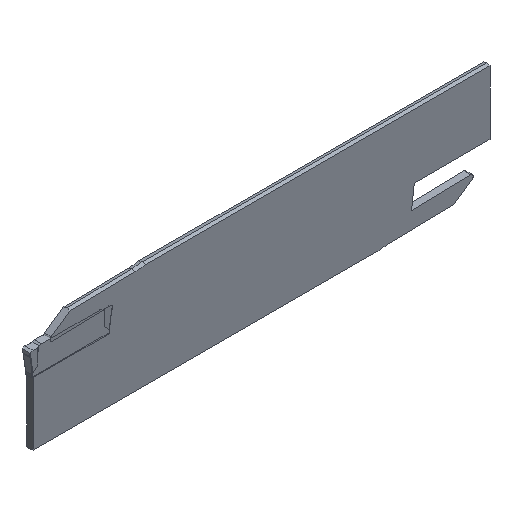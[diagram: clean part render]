
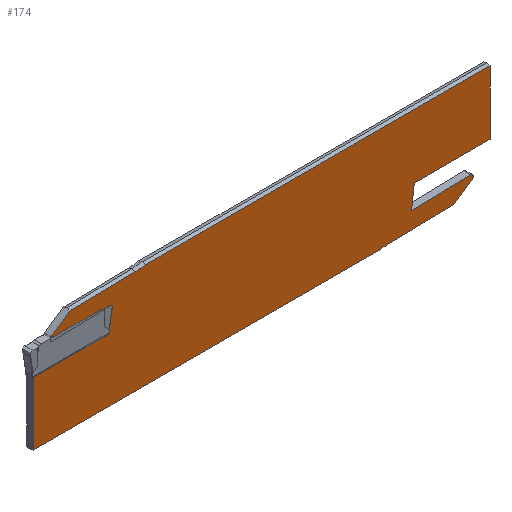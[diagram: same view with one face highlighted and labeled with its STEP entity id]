
A CAD part, isometric view. The second image highlights one B-rep face of the part: STEP entity #174.
In plain terms, the highlighted planar face has unit normal (0, -1, 0).
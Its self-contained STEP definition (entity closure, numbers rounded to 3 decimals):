
#114=CIRCLE('',#1585,25.22);
#115=CIRCLE('',#1586,0.6);
#116=CIRCLE('',#1587,25.22);
#117=CIRCLE('',#1588,0.6);
#174=ADVANCED_FACE('',(#302),#232,.T.);
#232=PLANE('',#1589);
#302=FACE_OUTER_BOUND('',#378,.T.);
#378=EDGE_LOOP('',(#676,#677,#678,#679,#680,#681,#682,#683,#684,#685,#686,
#687,#688,#689,#690,#691,#692,#693,#694,#695));
#676=ORIENTED_EDGE('',*,*,#1095,.T.);
#677=ORIENTED_EDGE('',*,*,#1096,.T.);
#678=ORIENTED_EDGE('',*,*,#1097,.T.);
#679=ORIENTED_EDGE('',*,*,#1098,.T.);
#680=ORIENTED_EDGE('',*,*,#1099,.T.);
#681=ORIENTED_EDGE('',*,*,#1100,.F.);
#682=ORIENTED_EDGE('',*,*,#1101,.T.);
#683=ORIENTED_EDGE('',*,*,#1102,.T.);
#684=ORIENTED_EDGE('',*,*,#1103,.T.);
#685=ORIENTED_EDGE('',*,*,#1104,.T.);
#686=ORIENTED_EDGE('',*,*,#1105,.T.);
#687=ORIENTED_EDGE('',*,*,#1106,.T.);
#688=ORIENTED_EDGE('',*,*,#1107,.F.);
#689=ORIENTED_EDGE('',*,*,#1090,.F.);
#690=ORIENTED_EDGE('',*,*,#1108,.T.);
#691=ORIENTED_EDGE('',*,*,#1109,.F.);
#692=ORIENTED_EDGE('',*,*,#1110,.T.);
#693=ORIENTED_EDGE('',*,*,#1111,.T.);
#694=ORIENTED_EDGE('',*,*,#1112,.T.);
#695=ORIENTED_EDGE('',*,*,#1113,.T.);
#908=VERTEX_POINT('',#2294);
#909=VERTEX_POINT('',#2296);
#912=VERTEX_POINT('',#2306);
#913=VERTEX_POINT('',#2307);
#914=VERTEX_POINT('',#2309);
#915=VERTEX_POINT('',#2311);
#916=VERTEX_POINT('',#2313);
#917=VERTEX_POINT('',#2315);
#918=VERTEX_POINT('',#2317);
#919=VERTEX_POINT('',#2319);
#920=VERTEX_POINT('',#2321);
#921=VERTEX_POINT('',#2323);
#922=VERTEX_POINT('',#2325);
#923=VERTEX_POINT('',#2327);
#924=VERTEX_POINT('',#2329);
#925=VERTEX_POINT('',#2332);
#926=VERTEX_POINT('',#2334);
#927=VERTEX_POINT('',#2336);
#928=VERTEX_POINT('',#2338);
#929=VERTEX_POINT('',#2340);
#1090=EDGE_CURVE('',#908,#909,#1264,.T.);
#1095=EDGE_CURVE('',#912,#913,#1269,.T.);
#1096=EDGE_CURVE('',#913,#914,#1270,.T.);
#1097=EDGE_CURVE('',#914,#915,#1271,.T.);
#1098=EDGE_CURVE('',#915,#916,#1272,.T.);
#1099=EDGE_CURVE('',#916,#917,#1273,.T.);
#1100=EDGE_CURVE('',#918,#917,#114,.T.);
#1101=EDGE_CURVE('',#918,#919,#1274,.T.);
#1102=EDGE_CURVE('',#919,#920,#1275,.T.);
#1103=EDGE_CURVE('',#920,#921,#115,.T.);
#1104=EDGE_CURVE('',#921,#922,#1276,.T.);
#1105=EDGE_CURVE('',#922,#923,#1277,.T.);
#1106=EDGE_CURVE('',#923,#924,#1278,.T.);
#1107=EDGE_CURVE('',#909,#924,#1279,.T.);
#1108=EDGE_CURVE('',#908,#925,#1280,.T.);
#1109=EDGE_CURVE('',#926,#925,#116,.T.);
#1110=EDGE_CURVE('',#926,#927,#1281,.T.);
#1111=EDGE_CURVE('',#927,#928,#1282,.T.);
#1112=EDGE_CURVE('',#928,#929,#117,.T.);
#1113=EDGE_CURVE('',#929,#912,#1283,.T.);
#1264=LINE('',#2295,#1432);
#1269=LINE('',#2305,#1437);
#1270=LINE('',#2308,#1438);
#1271=LINE('',#2310,#1439);
#1272=LINE('',#2312,#1440);
#1273=LINE('',#2314,#1441);
#1274=LINE('',#2318,#1442);
#1275=LINE('',#2320,#1443);
#1276=LINE('',#2324,#1444);
#1277=LINE('',#2326,#1445);
#1278=LINE('',#2328,#1446);
#1279=LINE('',#2330,#1447);
#1280=LINE('',#2331,#1448);
#1281=LINE('',#2335,#1449);
#1282=LINE('',#2337,#1450);
#1283=LINE('',#2341,#1451);
#1432=VECTOR('',#1883,1.);
#1437=VECTOR('',#1892,1.);
#1438=VECTOR('',#1893,1.);
#1439=VECTOR('',#1894,1.);
#1440=VECTOR('',#1895,1.);
#1441=VECTOR('',#1896,1.);
#1442=VECTOR('',#1899,1.);
#1443=VECTOR('',#1900,1.);
#1444=VECTOR('',#1903,1.);
#1445=VECTOR('',#1904,1.);
#1446=VECTOR('',#1905,1.);
#1447=VECTOR('',#1906,1.);
#1448=VECTOR('',#1907,1.);
#1449=VECTOR('',#1910,1.);
#1450=VECTOR('',#1911,1.);
#1451=VECTOR('',#1914,1.);
#1585=AXIS2_PLACEMENT_3D('',#2316,#1897,#1898);
#1586=AXIS2_PLACEMENT_3D('',#2322,#1901,#1902);
#1587=AXIS2_PLACEMENT_3D('',#2333,#1908,#1909);
#1588=AXIS2_PLACEMENT_3D('',#2339,#1912,#1913);
#1589=AXIS2_PLACEMENT_3D('',#2342,#1915,#1916);
#1883=DIRECTION('',(-1.,0.,0.));
#1892=DIRECTION('',(0.122,0.,0.993));
#1893=DIRECTION('',(1.,0.,0.));
#1894=DIRECTION('',(0.,0.,1.));
#1895=DIRECTION('',(-1.,0.,0.));
#1896=DIRECTION('',(0.104,0.,-0.995));
#1897=DIRECTION('',(0.,-1.,0.));
#1898=DIRECTION('',(0.,0.,-1.));
#1899=DIRECTION('',(-1.,0.,-0.023));
#1900=DIRECTION('',(-0.819,0.,-0.574));
#1901=DIRECTION('',(0.,-1.,0.));
#1902=DIRECTION('',(0.,0.,-1.));
#1903=DIRECTION('',(1.,0.,0.026));
#1904=DIRECTION('',(-0.122,0.,-0.993));
#1905=DIRECTION('',(-1.,0.,0.));
#1906=DIRECTION('',(0.,0.,1.));
#1907=DIRECTION('',(-0.104,0.,0.995));
#1908=DIRECTION('',(0.,-1.,0.));
#1909=DIRECTION('',(0.,0.,1.));
#1910=DIRECTION('',(1.,0.,0.023));
#1911=DIRECTION('',(0.819,0.,0.574));
#1912=DIRECTION('',(0.,-1.,0.));
#1913=DIRECTION('',(0.,0.,1.));
#1914=DIRECTION('',(-1.,0.,-0.026));
#1915=DIRECTION('',(0.,-1.,0.));
#1916=DIRECTION('',(0.,0.,-1.));
#2294=CARTESIAN_POINT('',(82.978,0.,-20.971));
#2295=CARTESIAN_POINT('',(110.,0.,-20.971));
#2296=CARTESIAN_POINT('',(0.,0.,-20.971));
#2305=CARTESIAN_POINT('',(91.628,0.,-12.287));
#2306=CARTESIAN_POINT('',(91.099,0.,-16.595));
#2307=CARTESIAN_POINT('',(91.764,0.,-11.175));
#2308=CARTESIAN_POINT('',(110.3,0.,-11.175));
#2309=CARTESIAN_POINT('',(110.,0.,-11.175));
#2310=CARTESIAN_POINT('',(110.,0.,-20.971));
#2311=CARTESIAN_POINT('',(110.,0.,4.171));
#2312=CARTESIAN_POINT('',(110.,0.,4.171));
#2313=CARTESIAN_POINT('',(27.022,0.,4.171));
#2314=CARTESIAN_POINT('',(26.922,0.,5.129));
#2315=CARTESIAN_POINT('',(27.023,0.,4.167));
#2316=CARTESIAN_POINT('',(23.844,0.,29.186));
#2317=CARTESIAN_POINT('',(24.411,0.,3.972));
#2318=CARTESIAN_POINT('',(24.411,0.,3.972));
#2319=CARTESIAN_POINT('',(8.741,0.,3.617));
#2320=CARTESIAN_POINT('',(4.31,0.,0.514));
#2321=CARTESIAN_POINT('',(4.31,0.,0.514));
#2322=CARTESIAN_POINT('',(4.654,0.,0.022));
#2323=CARTESIAN_POINT('',(4.67,0.,-0.578));
#2324=CARTESIAN_POINT('',(13.847,0.,-0.337));
#2325=CARTESIAN_POINT('',(18.901,0.,-0.205));
#2326=CARTESIAN_POINT('',(18.372,0.,-4.513));
#2327=CARTESIAN_POINT('',(18.236,0.,-5.625));
#2328=CARTESIAN_POINT('',(-0.3,0.,-5.625));
#2329=CARTESIAN_POINT('',(0.,0.,-5.625));
#2330=CARTESIAN_POINT('',(0.,0.,-20.971));
#2331=CARTESIAN_POINT('',(83.078,0.,-21.929));
#2332=CARTESIAN_POINT('',(82.977,0.,-20.967));
#2333=CARTESIAN_POINT('',(86.156,0.,-45.986));
#2334=CARTESIAN_POINT('',(85.589,0.,-20.772));
#2335=CARTESIAN_POINT('',(85.589,0.,-20.772));
#2336=CARTESIAN_POINT('',(101.259,0.,-20.417));
#2337=CARTESIAN_POINT('',(105.69,0.,-17.314));
#2338=CARTESIAN_POINT('',(105.69,0.,-17.314));
#2339=CARTESIAN_POINT('',(105.346,0.,-16.822));
#2340=CARTESIAN_POINT('',(105.33,0.,-16.222));
#2341=CARTESIAN_POINT('',(96.153,0.,-16.463));
#2342=CARTESIAN_POINT('',(110.,0.,-20.971));
